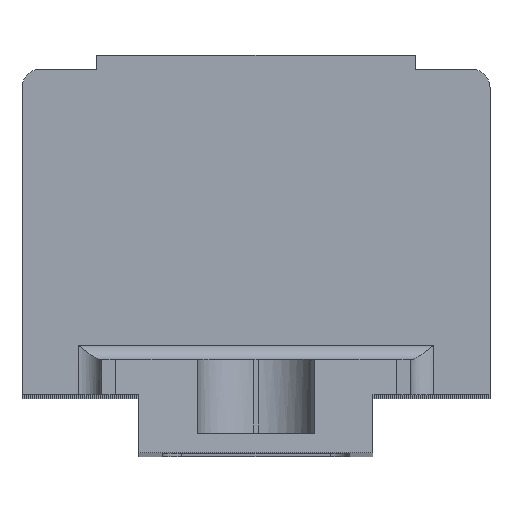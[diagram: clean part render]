
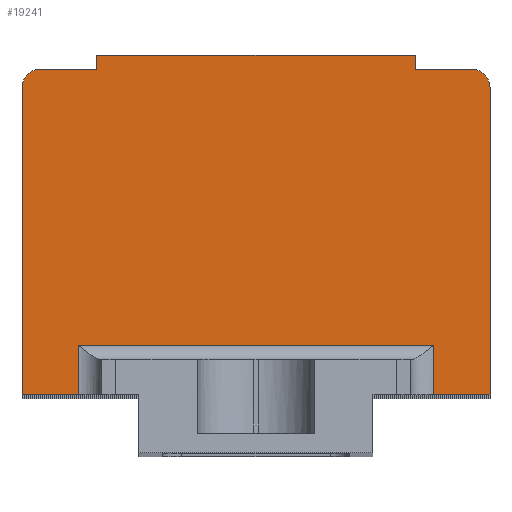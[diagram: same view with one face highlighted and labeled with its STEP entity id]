
A CAD part, top view. The second image highlights one B-rep face of the part: STEP entity #19241.
In plain terms, the highlighted planar face has unit normal (0, 0, 1).
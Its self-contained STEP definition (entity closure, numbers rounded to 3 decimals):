
#565=DIRECTION('',(1.,0.,0.));
#566=VECTOR('',#565,38.);
#567=CARTESIAN_POINT('',(-19.,11.5,250.1));
#568=LINE('',#567,#566);
#956=DIRECTION('',(0.,1.,0.));
#957=VECTOR('',#956,5.3);
#958=CARTESIAN_POINT('',(19.,6.2,250.1));
#959=LINE('',#958,#957);
#974=DIRECTION('',(1.,0.,0.));
#975=VECTOR('',#974,6.);
#976=CARTESIAN_POINT('',(-23.,41.,250.1));
#977=LINE('',#976,#975);
#978=DIRECTION('',(0.,1.,0.));
#979=VECTOR('',#978,1.5);
#980=CARTESIAN_POINT('',(-17.,41.,250.1));
#981=LINE('',#980,#979);
#982=DIRECTION('',(1.,0.,0.));
#983=VECTOR('',#982,34.);
#984=CARTESIAN_POINT('',(-17.,42.5,250.1));
#985=LINE('',#984,#983);
#986=DIRECTION('',(0.,-1.,0.));
#987=VECTOR('',#986,1.5);
#988=CARTESIAN_POINT('',(17.,42.5,250.1));
#989=LINE('',#988,#987);
#990=DIRECTION('',(1.,0.,0.));
#991=VECTOR('',#990,6.);
#992=CARTESIAN_POINT('',(17.,41.,250.1));
#993=LINE('',#992,#991);
#994=DIRECTION('',(0.,-1.,0.));
#995=VECTOR('',#994,32.8);
#996=CARTESIAN_POINT('',(25.,39.,250.1));
#997=LINE('',#996,#995);
#998=DIRECTION('',(-1.,0.,0.));
#999=VECTOR('',#998,6.);
#1000=CARTESIAN_POINT('',(25.,6.2,250.1));
#1001=LINE('',#1000,#999);
#1002=DIRECTION('',(-1.,0.,0.));
#1003=VECTOR('',#1002,6.);
#1004=CARTESIAN_POINT('',(-19.,6.2,250.1));
#1005=LINE('',#1004,#1003);
#1006=DIRECTION('',(0.,1.,0.));
#1007=VECTOR('',#1006,32.8);
#1008=CARTESIAN_POINT('',(-25.,6.2,250.1));
#1009=LINE('',#1008,#1007);
#1014=CARTESIAN_POINT('',(-23.,39.,250.1));
#1015=DIRECTION('',(0.,0.,1.));
#1016=DIRECTION('',(0.,1.,0.));
#1017=AXIS2_PLACEMENT_3D('',#1014,#1015,#1016);
#7592=CARTESIAN_POINT('',(23.,39.,250.1));
#7593=DIRECTION('',(0.,0.,1.));
#7594=DIRECTION('',(1.,0.,0.));
#7595=AXIS2_PLACEMENT_3D('',#7592,#7593,#7594);
#7742=DIRECTION('',(0.,1.,0.));
#7743=VECTOR('',#7742,5.3);
#7744=CARTESIAN_POINT('',(-19.,6.2,250.1));
#7745=LINE('',#7744,#7743);
#15253=CARTESIAN_POINT('',(-17.,41.,250.1));
#15254=CARTESIAN_POINT('',(-17.,42.5,250.1));
#15255=VERTEX_POINT('',#15253);
#15256=VERTEX_POINT('',#15254);
#15257=CARTESIAN_POINT('',(17.,42.5,250.1));
#15258=VERTEX_POINT('',#15257);
#15259=CARTESIAN_POINT('',(17.,41.,250.1));
#15260=VERTEX_POINT('',#15259);
#15269=CARTESIAN_POINT('',(25.,6.2,250.1));
#15271=VERTEX_POINT('',#15269);
#15273=CARTESIAN_POINT('',(-25.,6.2,250.1));
#15275=VERTEX_POINT('',#15273);
#15465=CARTESIAN_POINT('',(19.,6.2,250.1));
#15466=VERTEX_POINT('',#15465);
#15471=CARTESIAN_POINT('',(-19.,6.2,250.1));
#15472=VERTEX_POINT('',#15471);
#15473=CARTESIAN_POINT('',(-19.,11.5,250.1));
#15474=CARTESIAN_POINT('',(19.,11.5,250.1));
#15475=VERTEX_POINT('',#15473);
#15476=VERTEX_POINT('',#15474);
#15666=CARTESIAN_POINT('',(-23.,41.,250.1));
#15668=VERTEX_POINT('',#15666);
#15669=CARTESIAN_POINT('',(-25.,39.,250.1));
#15670=VERTEX_POINT('',#15669);
#15770=CARTESIAN_POINT('',(25.,39.,250.1));
#15772=VERTEX_POINT('',#15770);
#15773=CARTESIAN_POINT('',(23.,41.,250.1));
#15774=VERTEX_POINT('',#15773);
#19208=CARTESIAN_POINT('',(0.,0.,250.1));
#19209=DIRECTION('',(0.,0.,-1.));
#19210=DIRECTION('',(-1.,0.,0.));
#19211=AXIS2_PLACEMENT_3D('',#19208,#19209,#19210);
#19212=PLANE('',#19211);
#19214=ORIENTED_EDGE('',*,*,#19213,.F.);
#19216=ORIENTED_EDGE('',*,*,#19215,.T.);
#19218=ORIENTED_EDGE('',*,*,#19217,.T.);
#19220=ORIENTED_EDGE('',*,*,#19219,.T.);
#19222=ORIENTED_EDGE('',*,*,#19221,.T.);
#19224=ORIENTED_EDGE('',*,*,#19223,.T.);
#19226=ORIENTED_EDGE('',*,*,#19225,.F.);
#19228=ORIENTED_EDGE('',*,*,#19227,.T.);
#19230=ORIENTED_EDGE('',*,*,#19229,.T.);
#19231=ORIENTED_EDGE('',*,*,#19198,.T.);
#19232=ORIENTED_EDGE('',*,*,#18815,.F.);
#19234=ORIENTED_EDGE('',*,*,#19233,.F.);
#19236=ORIENTED_EDGE('',*,*,#19235,.T.);
#19238=ORIENTED_EDGE('',*,*,#19237,.T.);
#19239=EDGE_LOOP('',(#19214,#19216,#19218,#19220,#19222,#19224,#19226,#19228,
#19230,#19231,#19232,#19234,#19236,#19238));
#19240=FACE_OUTER_BOUND('',#19239,.F.);
#19241=ADVANCED_FACE('',(#19240),#19212,.F.);
#1018=CIRCLE('',#1017,2.);
#7596=CIRCLE('',#7595,2.);
#18815=EDGE_CURVE('',#15475,#15476,#568,.T.);
#19198=EDGE_CURVE('',#15466,#15476,#959,.T.);
#19213=EDGE_CURVE('',#15668,#15670,#1018,.T.);
#19215=EDGE_CURVE('',#15668,#15255,#977,.T.);
#19217=EDGE_CURVE('',#15255,#15256,#981,.T.);
#19219=EDGE_CURVE('',#15256,#15258,#985,.T.);
#19221=EDGE_CURVE('',#15258,#15260,#989,.T.);
#19223=EDGE_CURVE('',#15260,#15774,#993,.T.);
#19225=EDGE_CURVE('',#15772,#15774,#7596,.T.);
#19227=EDGE_CURVE('',#15772,#15271,#997,.T.);
#19229=EDGE_CURVE('',#15271,#15466,#1001,.T.);
#19233=EDGE_CURVE('',#15472,#15475,#7745,.T.);
#19235=EDGE_CURVE('',#15472,#15275,#1005,.T.);
#19237=EDGE_CURVE('',#15275,#15670,#1009,.T.);
